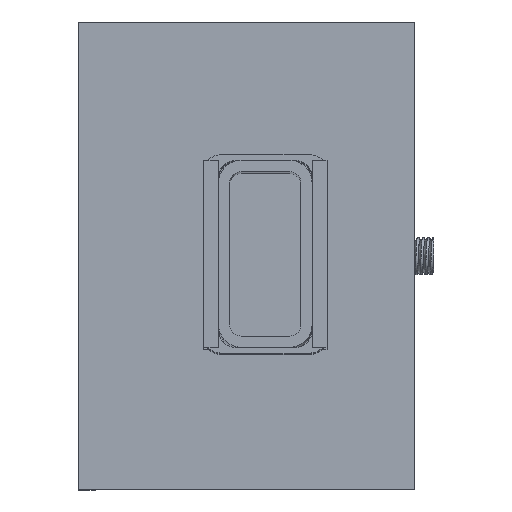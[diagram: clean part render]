
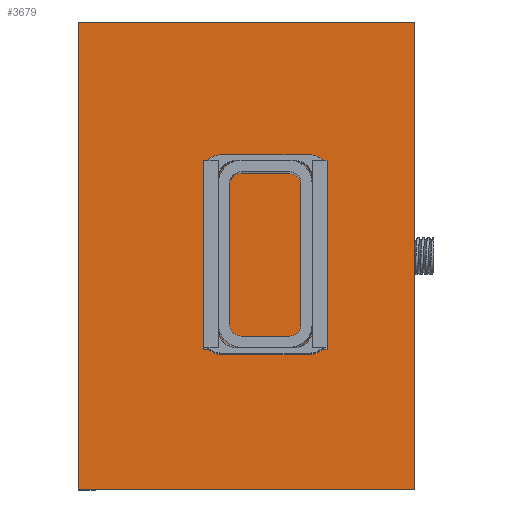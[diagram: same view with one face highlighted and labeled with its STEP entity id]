
A CAD part, top view. The second image highlights one B-rep face of the part: STEP entity #3679.
In plain terms, the highlighted face is planar.
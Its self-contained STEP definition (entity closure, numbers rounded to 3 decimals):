
#308=PLANE('',#4062);
#405=FACE_OUTER_BOUND('',#613,.T.);
#613=EDGE_LOOP('',(#2477,#2478,#2479,#2480));
#837=LINE('',#5294,#1156);
#840=LINE('',#5300,#1159);
#841=LINE('',#5302,#1160);
#842=LINE('',#5303,#1161);
#1156=VECTOR('',#4375,10.);
#1159=VECTOR('',#4380,10.);
#1160=VECTOR('',#4381,10.);
#1161=VECTOR('',#4382,10.);
#1547=VERTEX_POINT('',#5291);
#1548=VERTEX_POINT('',#5293);
#1550=VERTEX_POINT('',#5299);
#1551=VERTEX_POINT('',#5301);
#1915=EDGE_CURVE('',#1548,#1547,#837,.T.);
#1918=EDGE_CURVE('',#1547,#1550,#840,.T.);
#1919=EDGE_CURVE('',#1551,#1550,#841,.T.);
#1920=EDGE_CURVE('',#1548,#1551,#842,.T.);
#2477=ORIENTED_EDGE('',*,*,#1918,.T.);
#2478=ORIENTED_EDGE('',*,*,#1919,.F.);
#2479=ORIENTED_EDGE('',*,*,#1920,.F.);
#2480=ORIENTED_EDGE('',*,*,#1915,.T.);
#3679=ADVANCED_FACE('',(#405),#308,.T.);
#4062=AXIS2_PLACEMENT_3D('',#5298,#4378,#4379);
#4375=DIRECTION('',(0.,0.,1.));
#4378=DIRECTION('center_axis',(0.,-1.,0.));
#4379=DIRECTION('ref_axis',(0.,0.,-1.));
#4380=DIRECTION('',(-1.,0.,0.));
#4381=DIRECTION('',(0.,0.,1.));
#4382=DIRECTION('',(-1.,0.,0.));
#5291=CARTESIAN_POINT('',(129.381,-50.619,250.));
#5293=CARTESIAN_POINT('',(129.381,-50.619,0.));
#5294=CARTESIAN_POINT('',(129.381,-50.619,0.));
#5298=CARTESIAN_POINT('Origin',(129.381,-50.619,0.));
#5299=CARTESIAN_POINT('',(-50.619,-50.619,250.));
#5300=CARTESIAN_POINT('',(84.381,-50.619,250.));
#5301=CARTESIAN_POINT('',(-50.619,-50.619,0.));
#5302=CARTESIAN_POINT('',(-50.619,-50.619,0.));
#5303=CARTESIAN_POINT('',(84.381,-50.619,0.));
